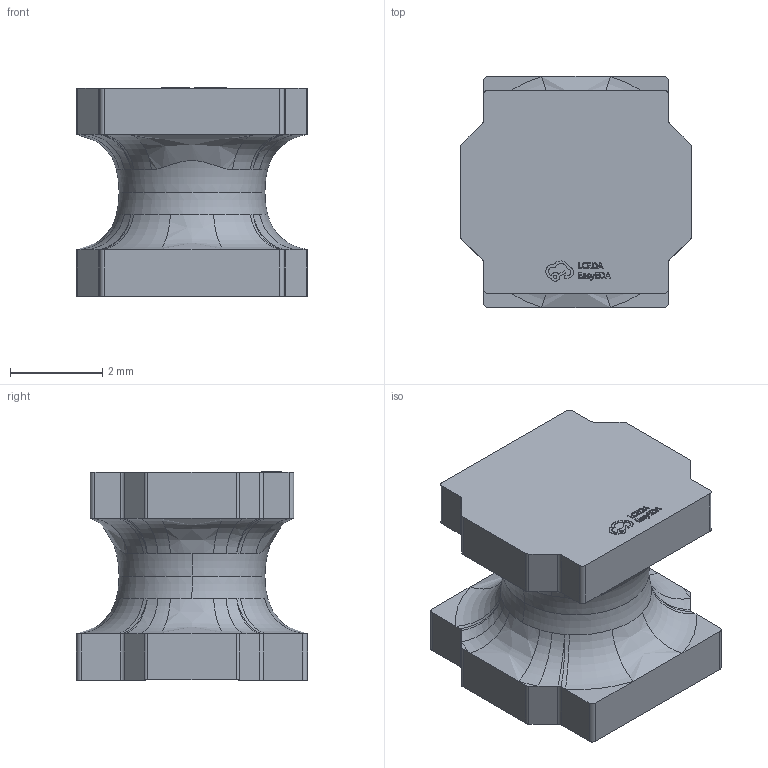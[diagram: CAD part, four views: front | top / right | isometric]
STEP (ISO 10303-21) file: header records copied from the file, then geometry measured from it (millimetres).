
FILE_DESCRIPTION (( 'STEP AP214' ), '1' );
FILE_NAME ('IND-SMD_L5.0-W5.0-H4.5_SMNR5040.step', '2022-07-09T01:37:24', ( '' ), ( '' ), 'SwSTEP 2.0', 'SolidWorks 2020', '' );
FILE_SCHEMA (( 'AUTOMOTIVE_DESIGN' ));
Length unit declared in the file: millimetre
Products named in the file (1): IND-SMD_L5.0-W5.0-H4.5_SMNR5040
Bounding box: 5 x 5 x 4.52 mm (x, y, z)
Volume: 67.7 mm3; surface area: 122.9 mm2
Topology: 1 solids, 1 shells, 344 faces, 921 edges, 590 vertices
Faces by surface type: plane 172, bspline 128, cylinder 24, torus 20
Entity records: 15997 total; most frequent: CARTESIAN_POINT 4456, ORIENTED_EDGE 1826, DIRECTION 1207, EDGE_CURVE 913, VERTEX_POINT 590, LINE 549, VECTOR 549, EDGE_LOOP 363
